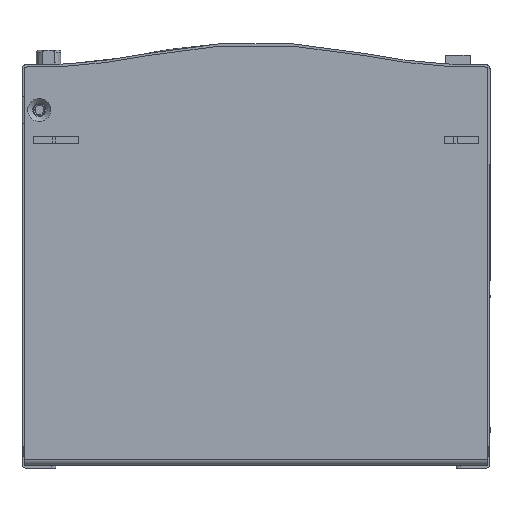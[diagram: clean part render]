
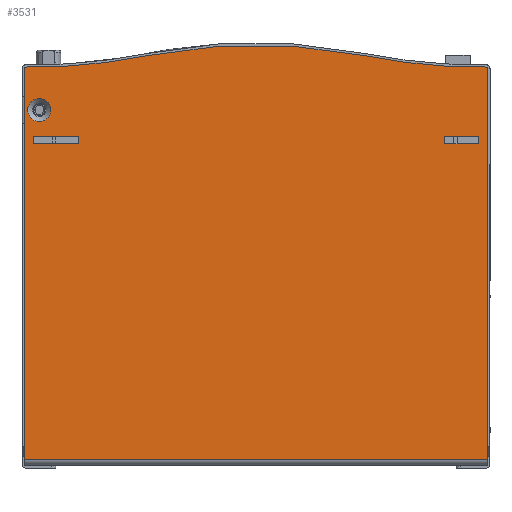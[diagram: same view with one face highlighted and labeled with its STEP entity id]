
A CAD part, front view. The second image highlights one B-rep face of the part: STEP entity #3531.
In plain terms, the highlighted planar face has unit normal (0, -1, 0).
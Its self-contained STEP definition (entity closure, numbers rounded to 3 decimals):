
#3531=ADVANCED_FACE('',(#13408,#13409,#13410,#13411),#5230,.F.);
#5230=PLANE('',#34192);
#6442=LINE('',#44820,#9923);
#6450=LINE('',#44870,#9931);
#6463=LINE('',#44914,#9944);
#6464=LINE('',#44917,#9945);
#6465=LINE('',#44919,#9946);
#6466=LINE('',#44921,#9947);
#6467=LINE('',#44922,#9948);
#6468=LINE('',#44925,#9949);
#6469=LINE('',#44927,#9950);
#6470=LINE('',#44929,#9951);
#6471=LINE('',#44939,#9952);
#9923=VECTOR('',#36569,1.);
#9931=VECTOR('',#36619,1.);
#9944=VECTOR('',#36658,1.);
#9945=VECTOR('',#36659,1.);
#9946=VECTOR('',#36660,1.);
#9947=VECTOR('',#36661,1.);
#9948=VECTOR('',#36662,1.);
#9949=VECTOR('',#36663,1.);
#9950=VECTOR('',#36664,1.);
#9951=VECTOR('',#36665,1.);
#9952=VECTOR('',#36676,1.);
#13408=FACE_BOUND('',#13943,.T.);
#13409=FACE_BOUND('',#13944,.T.);
#13410=FACE_BOUND('',#13945,.T.);
#13411=FACE_BOUND('',#13946,.T.);
#13943=EDGE_LOOP('',(#16116));
#13944=EDGE_LOOP('',(#16117,#16118,#16119,#16120));
#13945=EDGE_LOOP('',(#16121,#16122,#16123,#16124));
#13946=EDGE_LOOP('',(#16125,#16126,#16127,#16128,#16129,#16130,#16131,#16132));
#16116=ORIENTED_EDGE('',*,*,#28802,.T.);
#16117=ORIENTED_EDGE('',*,*,#28803,.F.);
#16118=ORIENTED_EDGE('',*,*,#28804,.F.);
#16119=ORIENTED_EDGE('',*,*,#28805,.F.);
#16120=ORIENTED_EDGE('',*,*,#28806,.F.);
#16121=ORIENTED_EDGE('',*,*,#28807,.F.);
#16122=ORIENTED_EDGE('',*,*,#28808,.F.);
#16123=ORIENTED_EDGE('',*,*,#28809,.F.);
#16124=ORIENTED_EDGE('',*,*,#28810,.F.);
#16125=ORIENTED_EDGE('',*,*,#28753,.T.);
#16126=ORIENTED_EDGE('',*,*,#28811,.T.);
#16127=ORIENTED_EDGE('',*,*,#28812,.F.);
#16128=ORIENTED_EDGE('',*,*,#28813,.F.);
#16129=ORIENTED_EDGE('',*,*,#28814,.F.);
#16130=ORIENTED_EDGE('',*,*,#28815,.T.);
#16131=ORIENTED_EDGE('',*,*,#28779,.F.);
#16132=ORIENTED_EDGE('',*,*,#28816,.T.);
#25571=VERTEX_POINT('',#44819);
#25572=VERTEX_POINT('',#44821);
#25593=VERTEX_POINT('',#44871);
#25594=VERTEX_POINT('',#44872);
#25610=VERTEX_POINT('',#44913);
#25611=VERTEX_POINT('',#44915);
#25612=VERTEX_POINT('',#44916);
#25613=VERTEX_POINT('',#44918);
#25614=VERTEX_POINT('',#44920);
#25615=VERTEX_POINT('',#44923);
#25616=VERTEX_POINT('',#44924);
#25617=VERTEX_POINT('',#44926);
#25618=VERTEX_POINT('',#44928);
#25619=VERTEX_POINT('',#44931);
#25620=VERTEX_POINT('',#44933);
#25621=VERTEX_POINT('',#44935);
#25622=VERTEX_POINT('',#44937);
#28753=EDGE_CURVE('',#25572,#25571,#6442,.T.);
#28779=EDGE_CURVE('',#25593,#25594,#6450,.T.);
#28802=EDGE_CURVE('',#25610,#25610,#33512,.T.);
#28803=EDGE_CURVE('',#25611,#25612,#6463,.T.);
#28804=EDGE_CURVE('',#25613,#25611,#6464,.T.);
#28805=EDGE_CURVE('',#25614,#25613,#6465,.T.);
#28806=EDGE_CURVE('',#25612,#25614,#6466,.T.);
#28807=EDGE_CURVE('',#25615,#25616,#6467,.T.);
#28808=EDGE_CURVE('',#25617,#25615,#6468,.T.);
#28809=EDGE_CURVE('',#25618,#25617,#6469,.T.);
#28810=EDGE_CURVE('',#25616,#25618,#6470,.T.);
#28811=EDGE_CURVE('',#25571,#25619,#33513,.T.);
#28812=EDGE_CURVE('',#25620,#25619,#33514,.T.);
#28813=EDGE_CURVE('',#25621,#25620,#33515,.T.);
#28814=EDGE_CURVE('',#25622,#25621,#33516,.T.);
#28815=EDGE_CURVE('',#25622,#25594,#33517,.T.);
#28816=EDGE_CURVE('',#25593,#25572,#6471,.T.);
#33512=CIRCLE('',#34186,3.1);
#33513=CIRCLE('',#34187,0.5);
#33514=CIRCLE('',#34188,151.);
#33515=CIRCLE('',#34189,149.);
#33516=CIRCLE('',#34190,151.);
#33517=CIRCLE('',#34191,0.5);
#34186=AXIS2_PLACEMENT_3D('',#44912,#36656,#36657);
#34187=AXIS2_PLACEMENT_3D('',#44930,#36666,#36667);
#34188=AXIS2_PLACEMENT_3D('',#44932,#36668,#36669);
#34189=AXIS2_PLACEMENT_3D('',#44934,#36670,#36671);
#34190=AXIS2_PLACEMENT_3D('',#44936,#36672,#36673);
#34191=AXIS2_PLACEMENT_3D('',#44938,#36674,#36675);
#34192=AXIS2_PLACEMENT_3D('',#44940,#36677,#36678);
#36569=DIRECTION('',(0.,0.,1.));
#36619=DIRECTION('',(0.,0.,1.));
#36656=DIRECTION('',(0.,1.,0.));
#36657=DIRECTION('',(0.,0.,1.));
#36658=DIRECTION('',(-1.,0.,0.));
#36659=DIRECTION('',(0.,0.,1.));
#36660=DIRECTION('',(1.,0.,0.));
#36661=DIRECTION('',(0.,0.,-1.));
#36662=DIRECTION('',(-1.,0.,0.));
#36663=DIRECTION('',(0.,0.,1.));
#36664=DIRECTION('',(1.,0.,0.));
#36665=DIRECTION('',(0.,0.,-1.));
#36666=DIRECTION('',(0.,-1.,0.));
#36667=DIRECTION('',(0.,0.,1.));
#36668=DIRECTION('',(0.,-1.,0.));
#36669=DIRECTION('',(0.,0.,1.));
#36670=DIRECTION('',(0.,1.,0.));
#36671=DIRECTION('',(0.,0.,1.));
#36672=DIRECTION('',(0.,-1.,0.));
#36673=DIRECTION('',(0.,0.,1.));
#36674=DIRECTION('',(0.,-1.,0.));
#36675=DIRECTION('',(0.,0.,1.));
#36676=DIRECTION('',(1.,0.,0.));
#36677=DIRECTION('',(0.,1.,0.));
#36678=DIRECTION('',(0.,0.,1.));
#44819=CARTESIAN_POINT('',(62.,-20.,105.992));
#44820=CARTESIAN_POINT('',(62.,-20.,1.502));
#44821=CARTESIAN_POINT('',(62.,-20.,1.502));
#44870=CARTESIAN_POINT('',(-62.,-20.,1.502));
#44871=CARTESIAN_POINT('',(-62.,-20.,1.502));
#44872=CARTESIAN_POINT('',(-62.,-20.,105.992));
#44912=CARTESIAN_POINT('',(-58.,-20.,95.));
#44913=CARTESIAN_POINT('',(-58.,-20.,98.1));
#44914=CARTESIAN_POINT('',(-62.,-20.,88.));
#44915=CARTESIAN_POINT('',(-47.5,-20.,88.));
#44916=CARTESIAN_POINT('',(-59.5,-20.,88.));
#44917=CARTESIAN_POINT('',(-47.5,-20.,1.502));
#44918=CARTESIAN_POINT('',(-47.5,-20.,86.));
#44919=CARTESIAN_POINT('',(-62.,-20.,86.));
#44920=CARTESIAN_POINT('',(-59.5,-20.,86.));
#44921=CARTESIAN_POINT('',(-59.5,-20.,1.502));
#44922=CARTESIAN_POINT('',(-62.,-20.,88.));
#44923=CARTESIAN_POINT('',(59.5,-20.,88.));
#44924=CARTESIAN_POINT('',(50.5,-20.,88.));
#44925=CARTESIAN_POINT('',(59.5,-20.,1.502));
#44926=CARTESIAN_POINT('',(59.5,-20.,86.));
#44927=CARTESIAN_POINT('',(-62.,-20.,86.));
#44928=CARTESIAN_POINT('',(50.5,-20.,86.));
#44929=CARTESIAN_POINT('',(50.5,-20.,1.502));
#44930=CARTESIAN_POINT('',(61.5,-20.,105.992));
#44931=CARTESIAN_POINT('',(61.493,-20.,106.492));
#44932=CARTESIAN_POINT('',(59.322,-20.,257.476));
#44933=CARTESIAN_POINT('',(29.463,-20.,109.458));
#44934=CARTESIAN_POINT('',(0.,-20.,-36.6));
#44935=CARTESIAN_POINT('',(-29.463,-20.,109.458));
#44936=CARTESIAN_POINT('',(-59.322,-20.,257.476));
#44937=CARTESIAN_POINT('',(-61.493,-20.,106.492));
#44938=CARTESIAN_POINT('',(-61.5,-20.,105.992));
#44939=CARTESIAN_POINT('',(-62.,-20.,1.502));
#44940=CARTESIAN_POINT('',(-62.,-20.,1.502));
